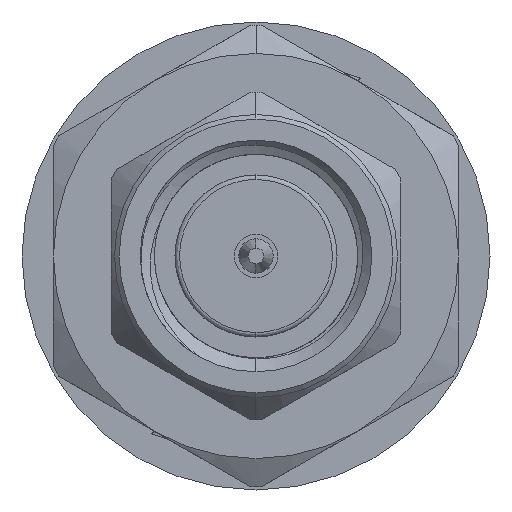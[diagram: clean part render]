
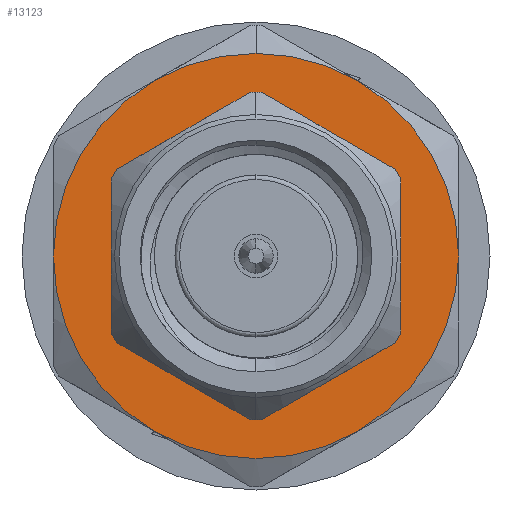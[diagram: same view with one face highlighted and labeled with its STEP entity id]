
A CAD part, left-side view. The second image highlights one B-rep face of the part: STEP entity #13123.
In plain terms, the highlighted planar face has unit normal (-1, 0, 0).
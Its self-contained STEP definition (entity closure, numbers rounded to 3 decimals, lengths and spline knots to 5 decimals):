
#36 = EDGE_LOOP ( 'NONE', ( #411, #7558, #10745, #8330, #7437, #20981, #1964 ) ) ;
#100 = CARTESIAN_POINT ( 'NONE',  ( 0.438, 0., 0. ) ) ;
#411 = ORIENTED_EDGE ( 'NONE', *, *, #20110, .T. ) ;
#460 = AXIS2_PLACEMENT_3D ( 'NONE', #5880, #26838, #14685 ) ;
#1331 = DIRECTION ( 'NONE',  ( -1., 0., 0. ) ) ;
#1745 = CIRCLE ( 'NONE', #19959, 0.21875 ) ;
#1964 = ORIENTED_EDGE ( 'NONE', *, *, #18964, .T. ) ;
#2298 = CARTESIAN_POINT ( 'NONE',  ( 0.438, 0., 0. ) ) ;
#2855 = DIRECTION ( 'NONE',  ( 0., 0., 1. ) ) ;
#2898 = DIRECTION ( 'NONE',  ( -1., 0., 0. ) ) ;
#2985 = AXIS2_PLACEMENT_3D ( 'NONE', #2298, #18702, #25155 ) ;
#2990 = DIRECTION ( 'NONE',  ( 0., 0., 1. ) ) ;
#3188 = VERTEX_POINT ( 'NONE', #17240 ) ;
#3434 = AXIS2_PLACEMENT_3D ( 'NONE', #21990, #15924, #13733 ) ;
#3989 = CARTESIAN_POINT ( 'NONE',  ( 0.438, 0., -0.105 ) ) ;
#4746 = CARTESIAN_POINT ( 'NONE',  ( 0.438, 0., 0. ) ) ;
#4768 = EDGE_CURVE ( 'NONE', #16234, #23730, #8224, .T. ) ;
#5770 = EDGE_CURVE ( 'NONE', #3188, #7406, #23482, .T. ) ;
#5880 = CARTESIAN_POINT ( 'NONE',  ( 0.438, 0., 0. ) ) ;
#6050 = EDGE_CURVE ( 'NONE', #19578, #15527, #1745, .T. ) ;
#6084 = CARTESIAN_POINT ( 'NONE',  ( 0.438, 0., 0. ) ) ;
#6532 = DIRECTION ( 'NONE',  ( 0., 0., 1. ) ) ;
#7260 = VERTEX_POINT ( 'NONE', #19869 ) ;
#7406 = VERTEX_POINT ( 'NONE', #18764 ) ;
#7437 = ORIENTED_EDGE ( 'NONE', *, *, #13629, .T. ) ;
#7558 = ORIENTED_EDGE ( 'NONE', *, *, #13790, .T. ) ;
#7747 = AXIS2_PLACEMENT_3D ( 'NONE', #19582, #2898, #2990 ) ;
#8224 = CIRCLE ( 'NONE', #3434, 0.105 ) ;
#8330 = ORIENTED_EDGE ( 'NONE', *, *, #5770, .T. ) ;
#9114 = DIRECTION ( 'NONE',  ( 1., 0., 0. ) ) ;
#9343 = ORIENTED_EDGE ( 'NONE', *, *, #4768, .T. ) ;
#9651 = DIRECTION ( 'NONE',  ( -1., 0., 0. ) ) ;
#10051 = FACE_OUTER_BOUND ( 'NONE', #36, .T. ) ;
#10165 = DIRECTION ( 'NONE',  ( -1., 0., 0. ) ) ;
#10219 = CARTESIAN_POINT ( 'NONE',  ( 0.438, 0.10938, 0.18944 ) ) ;
#10507 = DIRECTION ( 'NONE',  ( -1., 0., 0. ) ) ;
#10745 = ORIENTED_EDGE ( 'NONE', *, *, #24595, .T. ) ;
#11029 = CIRCLE ( 'NONE', #18126, 0.21875 ) ;
#11169 = CARTESIAN_POINT ( 'NONE',  ( 0.438, -0.10938, -0.18944 ) ) ;
#11632 = CARTESIAN_POINT ( 'NONE',  ( 0.438, 0., 0. ) ) ;
#11976 = AXIS2_PLACEMENT_3D ( 'NONE', #11632, #1331, #20167 ) ;
#13123 = ADVANCED_FACE ( 'NONE', ( #19797, #10051 ), #18298, .T. ) ;
#13629 = EDGE_CURVE ( 'NONE', #7406, #19578, #23682, .T. ) ;
#13733 = DIRECTION ( 'NONE',  ( 0., 0., 1. ) ) ;
#13790 = EDGE_CURVE ( 'NONE', #7260, #25782, #11029, .T. ) ;
#14173 = CIRCLE ( 'NONE', #11976, 0.21875 ) ;
#14590 = DIRECTION ( 'NONE',  ( -1., 0., 0. ) ) ;
#14685 = DIRECTION ( 'NONE',  ( 0., 0., 1. ) ) ;
#15375 = AXIS2_PLACEMENT_3D ( 'NONE', #16872, #10507, #6532 ) ;
#15527 = VERTEX_POINT ( 'NONE', #24913 ) ;
#15530 = CARTESIAN_POINT ( 'NONE',  ( 0.438, -0.10938, 0.18944 ) ) ;
#15840 = CARTESIAN_POINT ( 'NONE',  ( 0.438, 0., 0. ) ) ;
#15924 = DIRECTION ( 'NONE',  ( 1., 0., 0. ) ) ;
#16085 = VERTEX_POINT ( 'NONE', #15530 ) ;
#16234 = VERTEX_POINT ( 'NONE', #23605 ) ;
#16872 = CARTESIAN_POINT ( 'NONE',  ( 0.438, 0., 0. ) ) ;
#17240 = CARTESIAN_POINT ( 'NONE',  ( 0.438, 0.21875, 0. ) ) ;
#18126 = AXIS2_PLACEMENT_3D ( 'NONE', #100, #14590, #22933 ) ;
#18298 = PLANE ( 'NONE',  #460 ) ;
#18569 = CIRCLE ( 'NONE', #21218, 0.105 ) ;
#18702 = DIRECTION ( 'NONE',  ( -1., 0., 0. ) ) ;
#18764 = CARTESIAN_POINT ( 'NONE',  ( 0.438, 0.10938, -0.18944 ) ) ;
#18827 = ORIENTED_EDGE ( 'NONE', *, *, #20998, .T. ) ;
#18964 = EDGE_CURVE ( 'NONE', #15527, #16085, #14173, .T. ) ;
#19284 = CIRCLE ( 'NONE', #2985, 0.21875 ) ;
#19578 = VERTEX_POINT ( 'NONE', #11169 ) ;
#19582 = CARTESIAN_POINT ( 'NONE',  ( 0.438, 0., 0. ) ) ;
#19797 = FACE_BOUND ( 'NONE', #23845, .T. ) ;
#19869 = CARTESIAN_POINT ( 'NONE',  ( 0.438, 0., 0.21875 ) ) ;
#19959 = AXIS2_PLACEMENT_3D ( 'NONE', #15840, #9651, #22170 ) ;
#20110 = EDGE_CURVE ( 'NONE', #16085, #7260, #19284, .T. ) ;
#20167 = DIRECTION ( 'NONE',  ( 0., 0., 1. ) ) ;
#20600 = DIRECTION ( 'NONE',  ( 0., 0., 1. ) ) ;
#20649 = CIRCLE ( 'NONE', #7747, 0.21875 ) ;
#20981 = ORIENTED_EDGE ( 'NONE', *, *, #6050, .T. ) ;
#20998 = EDGE_CURVE ( 'NONE', #23730, #16234, #18569, .T. ) ;
#21218 = AXIS2_PLACEMENT_3D ( 'NONE', #4746, #9114, #2855 ) ;
#21990 = CARTESIAN_POINT ( 'NONE',  ( 0.438, 0., 0. ) ) ;
#22170 = DIRECTION ( 'NONE',  ( 0., 0., 1. ) ) ;
#22933 = DIRECTION ( 'NONE',  ( 0., 0., 1. ) ) ;
#23482 = CIRCLE ( 'NONE', #24292, 0.21875 ) ;
#23605 = CARTESIAN_POINT ( 'NONE',  ( 0.438, 0., 0.105 ) ) ;
#23682 = CIRCLE ( 'NONE', #15375, 0.21875 ) ;
#23730 = VERTEX_POINT ( 'NONE', #3989 ) ;
#23845 = EDGE_LOOP ( 'NONE', ( #18827, #9343 ) ) ;
#24292 = AXIS2_PLACEMENT_3D ( 'NONE', #6084, #10165, #20600 ) ;
#24595 = EDGE_CURVE ( 'NONE', #25782, #3188, #20649, .T. ) ;
#24913 = CARTESIAN_POINT ( 'NONE',  ( 0.438, -0.21875, 0. ) ) ;
#25155 = DIRECTION ( 'NONE',  ( 0., 0., 1. ) ) ;
#25782 = VERTEX_POINT ( 'NONE', #10219 ) ;
#26838 = DIRECTION ( 'NONE',  ( -1., 0., 0. ) ) ;
